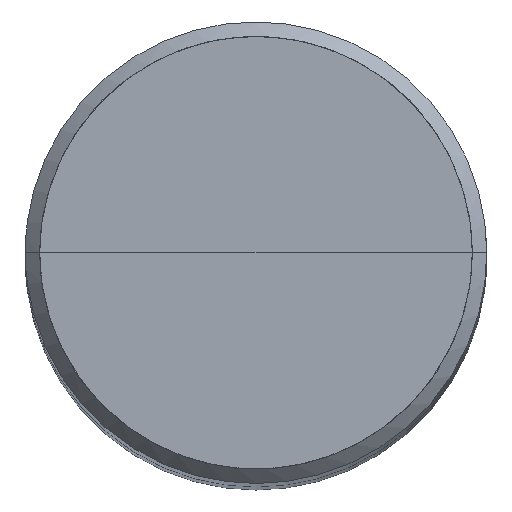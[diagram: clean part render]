
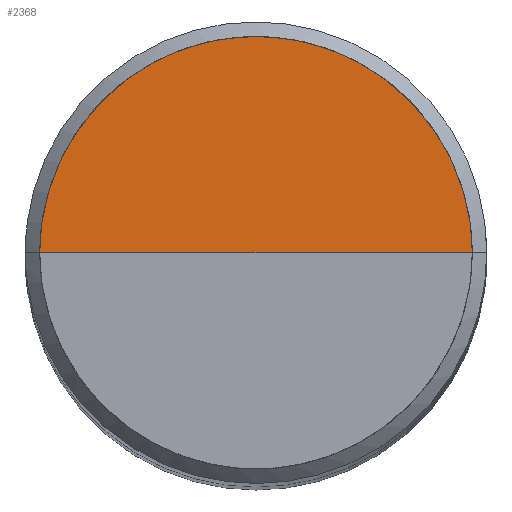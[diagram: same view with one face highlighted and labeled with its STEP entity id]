
A CAD part, top view. The second image highlights one B-rep face of the part: STEP entity #2368.
In plain terms, the highlighted free-form (B-spline) face has degree [1, 2] with [2, 5] control points.
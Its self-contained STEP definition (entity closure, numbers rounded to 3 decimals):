
#2131=CARTESIAN_POINT('',(7.5,0.0,67.0));
#2132=CARTESIAN_POINT('',(7.5,7.5,67.0));
#2133=CARTESIAN_POINT('',(0.0,7.5,67.0));
#2134=CARTESIAN_POINT('',(-7.5,7.5,67.0));
#2135=CARTESIAN_POINT('',(-7.5,0.0,67.0));
#2136=CARTESIAN_POINT('',(0.0,0.0,67.0));
#2353=(
BOUNDED_SURFACE()
B_SPLINE_SURFACE(1,2,(
(#2131,#2132,#2133,#2134,#2135),
(#2136,#2136,#2136,#2136,#2136)
), .UNSPECIFIED.,.F.,.F.,.F.)
B_SPLINE_SURFACE_WITH_KNOTS((2,2),(3,2,3),(
0.0,1.0),(
0.0,0.5,1.0), .UNSPECIFIED.)
GEOMETRIC_REPRESENTATION_ITEM()
RATIONAL_B_SPLINE_SURFACE(((1.0,0.707,1.0,0.707,1.0),
(1.0,0.707,1.0,0.707,1.0)
))
REPRESENTATION_ITEM('')
SURFACE()
);
#2354=(
BOUNDED_CURVE()
B_SPLINE_CURVE(1,(#2136,#2131),.UNSPECIFIED.,.F.,.F.)
B_SPLINE_CURVE_WITH_KNOTS((2,2),
(0.0,1.0),.UNSPECIFIED.)
CURVE()
GEOMETRIC_REPRESENTATION_ITEM()
RATIONAL_B_SPLINE_CURVE((1.0,1.0))
REPRESENTATION_ITEM('')
);
#2355=(
BOUNDED_CURVE()
B_SPLINE_CURVE(2,(#2131,#2132,#2133,#2134,#2135),.UNSPECIFIED.,.F.,.F.)
B_SPLINE_CURVE_WITH_KNOTS((3,2,3),
(0.0,0.5,1.0),.UNSPECIFIED.)
CURVE()
GEOMETRIC_REPRESENTATION_ITEM()
RATIONAL_B_SPLINE_CURVE((1.0,0.707,1.0,0.707,1.0))
REPRESENTATION_ITEM('')
);
#2356=(
BOUNDED_CURVE()
B_SPLINE_CURVE(1,(#2135,#2136),.UNSPECIFIED.,.F.,.F.)
B_SPLINE_CURVE_WITH_KNOTS((2,2),
(0.0,1.0),.UNSPECIFIED.)
CURVE()
GEOMETRIC_REPRESENTATION_ITEM()
RATIONAL_B_SPLINE_CURVE((1.0,1.0))
REPRESENTATION_ITEM('')
);
#2357=VERTEX_POINT('',#2131);
#2358=VERTEX_POINT('',#2135);
#2359=VERTEX_POINT('',#2136);
#2360=EDGE_CURVE('',#2359,#2357,#2354,.T.);
#2361=EDGE_CURVE('',#2357,#2358,#2355,.T.);
#2362=EDGE_CURVE('',#2358,#2359,#2356,.T.);
#2363=ORIENTED_EDGE('',*,*,#2360,.T.);
#2364=ORIENTED_EDGE('',*,*,#2361,.T.);
#2365=ORIENTED_EDGE('',*,*,#2362,.T.);
#2366=EDGE_LOOP('',(#2363,#2364,#2365));
#2367=FACE_OUTER_BOUND('',#2366,.T.);
#2368=ADVANCED_FACE('',(#2367),#2353,.T.);
